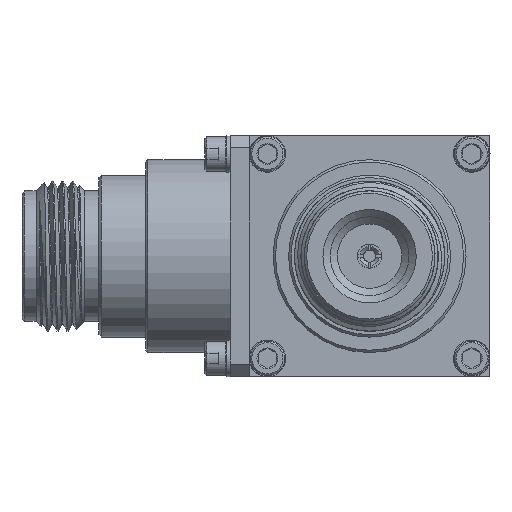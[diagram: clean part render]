
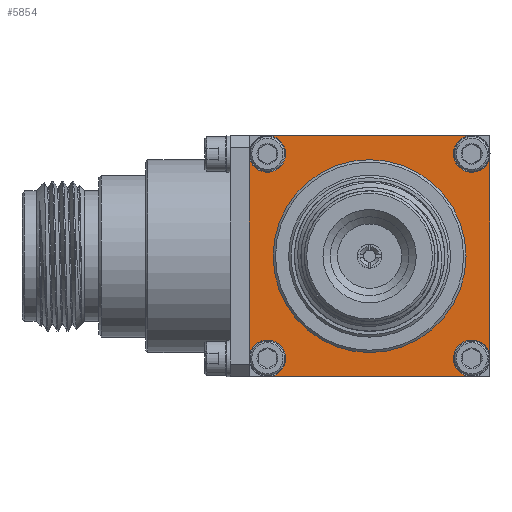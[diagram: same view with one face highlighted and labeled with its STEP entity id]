
A CAD part, left-side view. The second image highlights one B-rep face of the part: STEP entity #5854.
In plain terms, the highlighted planar face has unit normal (-1, 0, 0).
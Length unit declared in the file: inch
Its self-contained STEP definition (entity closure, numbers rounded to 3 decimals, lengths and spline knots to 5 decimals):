
#1038 = CARTESIAN_POINT ( 'NONE',  ( -4.1, -0.5, 0.45 ) ) ;
#1131 = DIRECTION ( 'NONE',  ( 0., -1., 0. ) ) ;
#1252 = VERTEX_POINT ( 'NONE', #31443 ) ;
#1656 = CARTESIAN_POINT ( 'NONE',  ( -4.1, -0.45, 0.5 ) ) ;
#1720 = ORIENTED_EDGE ( 'NONE', *, *, #35199, .T. ) ;
#2063 = ORIENTED_EDGE ( 'NONE', *, *, #14046, .T. ) ;
#2436 = DIRECTION ( 'NONE',  ( 0., 1., 0. ) ) ;
#2574 = EDGE_CURVE ( 'NONE', #26070, #9848, #36061, .T. ) ;
#3384 = FACE_BOUND ( 'NONE', #16125, .T. ) ;
#3797 = FACE_OUTER_BOUND ( 'NONE', #14157, .T. ) ;
#3874 = DIRECTION ( 'NONE',  ( 0., 0., 1. ) ) ;
#3992 = VERTEX_POINT ( 'NONE', #35081 ) ;
#4843 = EDGE_CURVE ( 'NONE', #9848, #3992, #13984, .T. ) ;
#5216 = ORIENTED_EDGE ( 'NONE', *, *, #14591, .F. ) ;
#5854 = ADVANCED_FACE ( 'NONE', ( #3384, #3797 ), #20529, .T. ) ;
#5940 = EDGE_CURVE ( 'NONE', #3992, #8034, #20547, .T. ) ;
#6222 = VERTEX_POINT ( 'NONE', #19053 ) ;
#6523 = EDGE_CURVE ( 'NONE', #6222, #26070, #8185, .T. ) ;
#7124 = CARTESIAN_POINT ( 'NONE',  ( -4.1, 0.425, -0.425 ) ) ;
#7298 = VECTOR ( 'NONE', #3874, 39.37008 ) ;
#8034 = VERTEX_POINT ( 'NONE', #14276 ) ;
#8185 = LINE ( 'NONE', #29458, #16179 ) ;
#9196 = VERTEX_POINT ( 'NONE', #32046 ) ;
#9848 = VERTEX_POINT ( 'NONE', #21751 ) ;
#9864 = DIRECTION ( 'NONE',  ( -1., 0., 0. ) ) ;
#10874 = VECTOR ( 'NONE', #18430, 39.37008 ) ;
#11923 = DIRECTION ( 'NONE',  ( 1., 0., 0. ) ) ;
#12086 = ORIENTED_EDGE ( 'NONE', *, *, #5940, .T. ) ;
#13984 = LINE ( 'NONE', #1038, #7298 ) ;
#14046 = EDGE_CURVE ( 'NONE', #8034, #14780, #14877, .T. ) ;
#14157 = EDGE_LOOP ( 'NONE', ( #2063, #1720, #17925, #14585, #21982, #22786, #21124, #12086 ) ) ;
#14276 = CARTESIAN_POINT ( 'NONE',  ( -4.1, -0.41335, 0.5 ) ) ;
#14522 = CARTESIAN_POINT ( 'NONE',  ( -4.1, -0.41335, -0.5 ) ) ;
#14585 = ORIENTED_EDGE ( 'NONE', *, *, #32809, .T. ) ;
#14591 = EDGE_CURVE ( 'NONE', #1252, #1252, #28459, .T. ) ;
#14780 = VERTEX_POINT ( 'NONE', #28076 ) ;
#14844 = AXIS2_PLACEMENT_3D ( 'NONE', #16627, #19324, #2436 ) ;
#14877 = LINE ( 'NONE', #1656, #10874 ) ;
#15530 = DIRECTION ( 'NONE',  ( 0., 0., 1. ) ) ;
#16125 = EDGE_LOOP ( 'NONE', ( #5216 ) ) ;
#16179 = VECTOR ( 'NONE', #1131, 39.37008 ) ;
#16627 = CARTESIAN_POINT ( 'NONE',  ( -4.1, 0.425, 0.425 ) ) ;
#17925 = ORIENTED_EDGE ( 'NONE', *, *, #25141, .T. ) ;
#18337 = DIRECTION ( 'NONE',  ( 1., 0., 0. ) ) ;
#18392 = DIRECTION ( 'NONE',  ( 0., 0., 1. ) ) ;
#18430 = DIRECTION ( 'NONE',  ( 0., 1., 0. ) ) ;
#19053 = CARTESIAN_POINT ( 'NONE',  ( -4.1, 0.41335, -0.5 ) ) ;
#19324 = DIRECTION ( 'NONE',  ( 1., 0., 0. ) ) ;
#20203 = VECTOR ( 'NONE', #32356, 39.37008 ) ;
#20529 = PLANE ( 'NONE',  #26798 ) ;
#20547 = CIRCLE ( 'NONE', #34545, 0.0759 ) ;
#20766 = CARTESIAN_POINT ( 'NONE',  ( -4.1, -0.425, 0.425 ) ) ;
#20888 = DIRECTION ( 'NONE',  ( -1., 0., 0. ) ) ;
#21124 = ORIENTED_EDGE ( 'NONE', *, *, #4843, .T. ) ;
#21313 = DIRECTION ( 'NONE',  ( 0., 1., 0. ) ) ;
#21586 = CIRCLE ( 'NONE', #14844, 0.0759 ) ;
#21751 = CARTESIAN_POINT ( 'NONE',  ( -4.1, -0.5, -0.41335 ) ) ;
#21982 = ORIENTED_EDGE ( 'NONE', *, *, #6523, .T. ) ;
#22043 = AXIS2_PLACEMENT_3D ( 'NONE', #34664, #18337, #15530 ) ;
#22786 = ORIENTED_EDGE ( 'NONE', *, *, #2574, .T. ) ;
#24822 = CARTESIAN_POINT ( 'NONE',  ( -4.1, 0.5, 0.41335 ) ) ;
#25141 = EDGE_CURVE ( 'NONE', #34562, #9196, #28558, .T. ) ;
#26070 = VERTEX_POINT ( 'NONE', #14522 ) ;
#26798 = AXIS2_PLACEMENT_3D ( 'NONE', #34763, #20888, #29137 ) ;
#26842 = DIRECTION ( 'NONE',  ( 1., 0., 0. ) ) ;
#27954 = AXIS2_PLACEMENT_3D ( 'NONE', #7124, #26842, #21313 ) ;
#28076 = CARTESIAN_POINT ( 'NONE',  ( -4.1, 0.41335, 0.5 ) ) ;
#28459 = CIRCLE ( 'NONE', #31573, 0.40118 ) ;
#28558 = LINE ( 'NONE', #35453, #20203 ) ;
#29137 = DIRECTION ( 'NONE',  ( 0., 0., 1. ) ) ;
#29458 = CARTESIAN_POINT ( 'NONE',  ( -4.1, -0.45, -0.5 ) ) ;
#30924 = CIRCLE ( 'NONE', #27954, 0.0759 ) ;
#31443 = CARTESIAN_POINT ( 'NONE',  ( -4.1, 0., 0.40118 ) ) ;
#31568 = DIRECTION ( 'NONE',  ( 0., 1., 0. ) ) ;
#31573 = AXIS2_PLACEMENT_3D ( 'NONE', #32836, #9864, #18392 ) ;
#32046 = CARTESIAN_POINT ( 'NONE',  ( -4.1, 0.5, -0.41335 ) ) ;
#32356 = DIRECTION ( 'NONE',  ( 0., 0., -1. ) ) ;
#32809 = EDGE_CURVE ( 'NONE', #9196, #6222, #30924, .T. ) ;
#32836 = CARTESIAN_POINT ( 'NONE',  ( -4.1, 0., 0. ) ) ;
#34545 = AXIS2_PLACEMENT_3D ( 'NONE', #20766, #11923, #31568 ) ;
#34562 = VERTEX_POINT ( 'NONE', #24822 ) ;
#34664 = CARTESIAN_POINT ( 'NONE',  ( -4.1, -0.425, -0.425 ) ) ;
#34763 = CARTESIAN_POINT ( 'NONE',  ( -4.1, 0., 0. ) ) ;
#35081 = CARTESIAN_POINT ( 'NONE',  ( -4.1, -0.5, 0.41335 ) ) ;
#35199 = EDGE_CURVE ( 'NONE', #14780, #34562, #21586, .T. ) ;
#35453 = CARTESIAN_POINT ( 'NONE',  ( -4.1, 0.5, 0.45 ) ) ;
#36061 = CIRCLE ( 'NONE', #22043, 0.0759 ) ;
